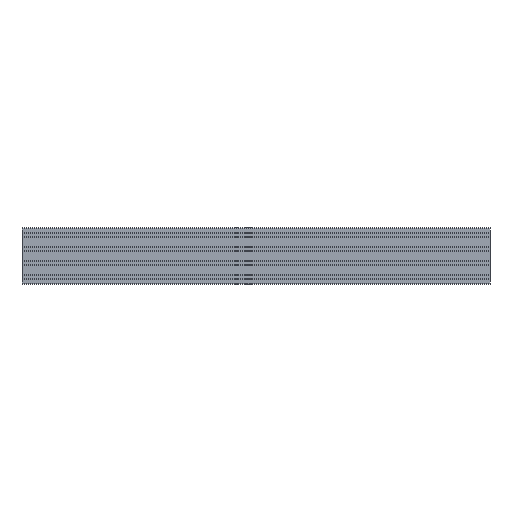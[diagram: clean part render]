
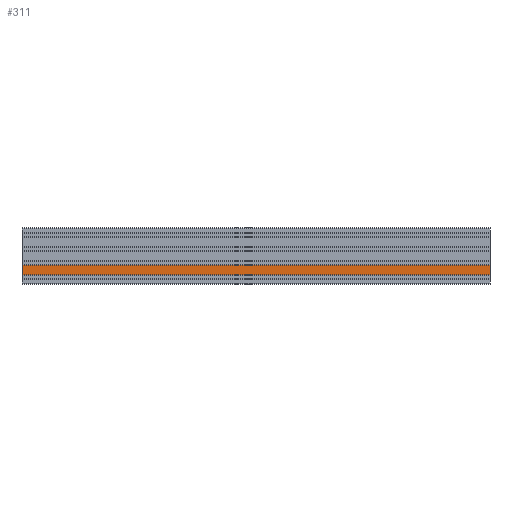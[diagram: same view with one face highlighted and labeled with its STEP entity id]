
A CAD part, left-side view. The second image highlights one B-rep face of the part: STEP entity #311.
In plain terms, the highlighted planar face has unit normal (-1, 0, 0).
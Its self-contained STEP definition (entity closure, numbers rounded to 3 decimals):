
#311=ADVANCED_FACE('',(#762),#763,.F.);
#762=FACE_OUTER_BOUND('',#1324,.T.);
#763=PLANE('',#1325);
#1324=EDGE_LOOP('',(#3182,#3183,#3184,#3185));
#1325=AXIS2_PLACEMENT_3D('',#3186,#3187,#3188);
#3182=ORIENTED_EDGE('',*,*,#4596,.F.);
#3183=ORIENTED_EDGE('',*,*,#4659,.F.);
#3184=ORIENTED_EDGE('',*,*,#4119,.F.);
#3185=ORIENTED_EDGE('',*,*,#4658,.T.);
#3186=CARTESIAN_POINT('',(-15.,3500.0,-30.));
#3187=DIRECTION('',(1.0,0.,0.));
#3188=DIRECTION('',(0.,0.,-1.0));
#4119=EDGE_CURVE('',#5075,#5077,#5078,.T.);
#4596=EDGE_CURVE('',#5904,#5906,#5907,.T.);
#4658=EDGE_CURVE('',#5075,#5906,#5998,.T.);
#4659=EDGE_CURVE('',#5077,#5904,#5999,.T.);
#5075=VERTEX_POINT('',#6545);
#5077=VERTEX_POINT('',#6548);
#5078=LINE('',#6549,#6550);
#5904=VERTEX_POINT('',#7826);
#5906=VERTEX_POINT('',#7829);
#5907=LINE('',#7830,#7831);
#5998=LINE('',#7982,#7983);
#5999=LINE('',#7984,#7985);
#6545=CARTESIAN_POINT('',(-15.,1000.0,-40.45));
#6548=CARTESIAN_POINT('',(-15.,1000.0,-19.55));
#6549=CARTESIAN_POINT('',(-15.,1000.0,-30.));
#6550=VECTOR('',#8403,1.0);
#7826=CARTESIAN_POINT('',(-15.,0.0,-19.55));
#7829=CARTESIAN_POINT('',(-15.,0.0,-40.45));
#7830=CARTESIAN_POINT('',(-15.,0.0,-30.));
#7831=VECTOR('',#8930,1.0);
#7982=CARTESIAN_POINT('',(-15.,3500.0,-40.45));
#7983=VECTOR('',#8994,1.0);
#7984=CARTESIAN_POINT('',(-15.,3500.0,-19.55));
#7985=VECTOR('',#8995,1.0);
#8403=DIRECTION('',(0.,0.,1.0));
#8930=DIRECTION('',(0.,0.,-1.0));
#8994=DIRECTION('',(0.,-1.0,0.0));
#8995=DIRECTION('',(0.,-1.0,0.0));
